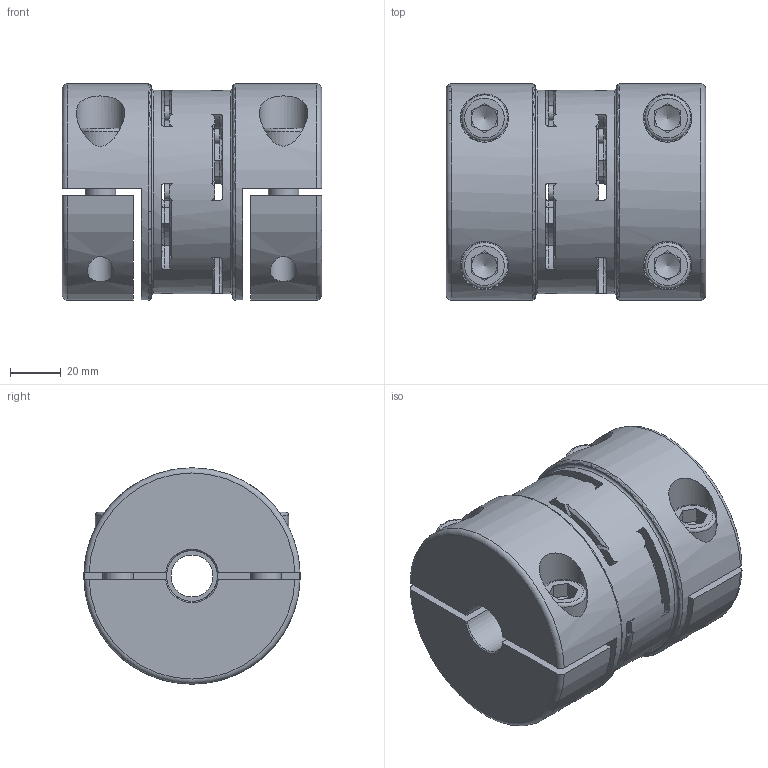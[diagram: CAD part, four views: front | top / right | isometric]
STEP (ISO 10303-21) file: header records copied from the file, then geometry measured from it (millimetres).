
FILE_DESCRIPTION( ( 'Unknown' ), '1' );
FILE_NAME( 'EKH 300 - Ø20.stp', 'Unknown', ( 'Unknown' ), ( 'Unknown' ), 'PSStep 10.1', 'Unknown', ' ' );
FILE_SCHEMA( ( 'AUTOMOTIVE_DESIGN { 1 0 10303 214 1 1 1 1 }' ) );
Length unit declared in the file: millimetre
Products named in the file (1): 29822871
Bounding box: 102 x 84.99 x 85 mm (x, y, z)
Volume: 450455.2 mm3; surface area: 90723.5 mm2
Topology: 1 solids, 1 shells, 330 faces, 877 edges, 561 vertices
Faces by surface type: plane 108, cylinder 108, cone 76, torus 38
Full cylindrical faces by diameter (mm): 6 x8, 10.2 x4, 12 x4, 12.5 x4, 13 x4, 16.5 x1, 18 x4, 19 x4, 20 x2, 38 x2, 80 x1, 85 x2
Entity records: 13856 total; most frequent: CARTESIAN_POINT 3491, DIRECTION 1578, ORIENTED_EDGE 1572, EDGE_CURVE 786, AXIS2_PLACEMENT_3D 677, VERTEX_POINT 534, EDGE_LOOP 440, FACE_OUTER_BOUND 380
